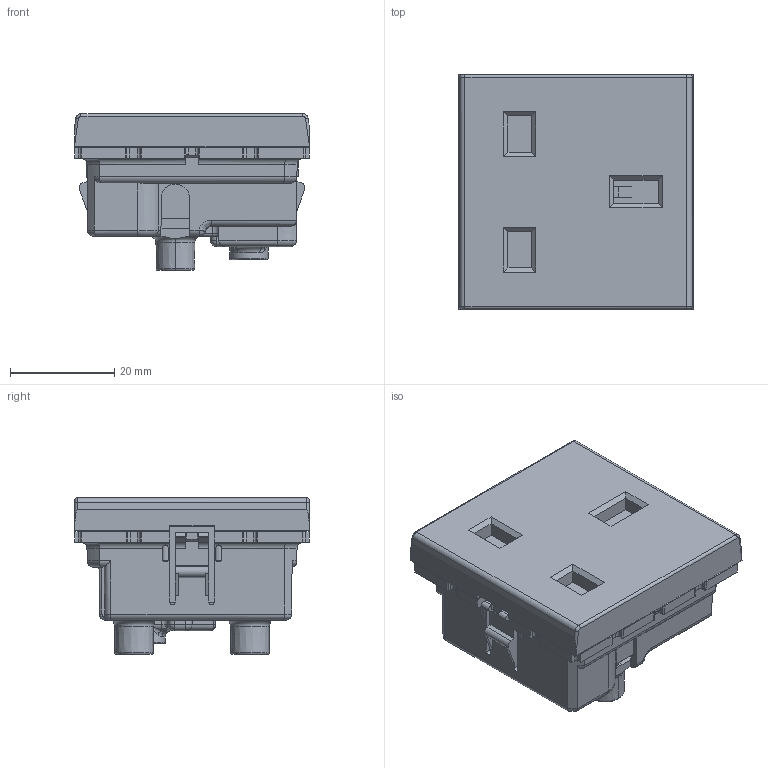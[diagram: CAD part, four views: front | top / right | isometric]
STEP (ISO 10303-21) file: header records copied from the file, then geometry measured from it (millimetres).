
FILE_DESCRIPTION(('CATIA V5 STEP Exchange','CAx-IF Rec.Pracs.--- Model Styling and Organization---1.5--- 2016-08-15','CAx-IF Rec.Pracs.---Supplemental Geometry---1.0---2011-11-01','CAx-IF Rec.Pracs.--- Composite Materials ---1.1---2010-07-15'),'2;1');
FILE_NAME('571038 .stp','2024-03-05T03:45:03+00:00',('none'),('none'),'CATIA Version 5-6 Release 2020 SP3','CATIA V5 STEP AP214 v2','none');
FILE_SCHEMA(('AUTOMOTIVE_DESIGN { 1 0 10303 214 1 1 1 1 }'));
Length unit declared in the file: millimetre
Products named in the file (1): 571038 
Bounding box: 45.07 x 45.05 x 30 mm (x, y, z)
Volume: 30031.6 mm3; surface area: 20381.7 mm2
Topology: 3 solids, 4 shells, 897 faces, 2703 edges, 1797 vertices
Faces by surface type: plane 548, cylinder 214, cone 50, bspline 46, torus 31, sphere 8
Entity records: 32650 total; most frequent: CARTESIAN_POINT 10767, ORIENTED_EDGE 5386, DIRECTION 3236, EDGE_CURVE 2693, VERTEX_POINT 1797, VECTOR 1563, LINE 1563, AXIS2_PLACEMENT_3D 986
